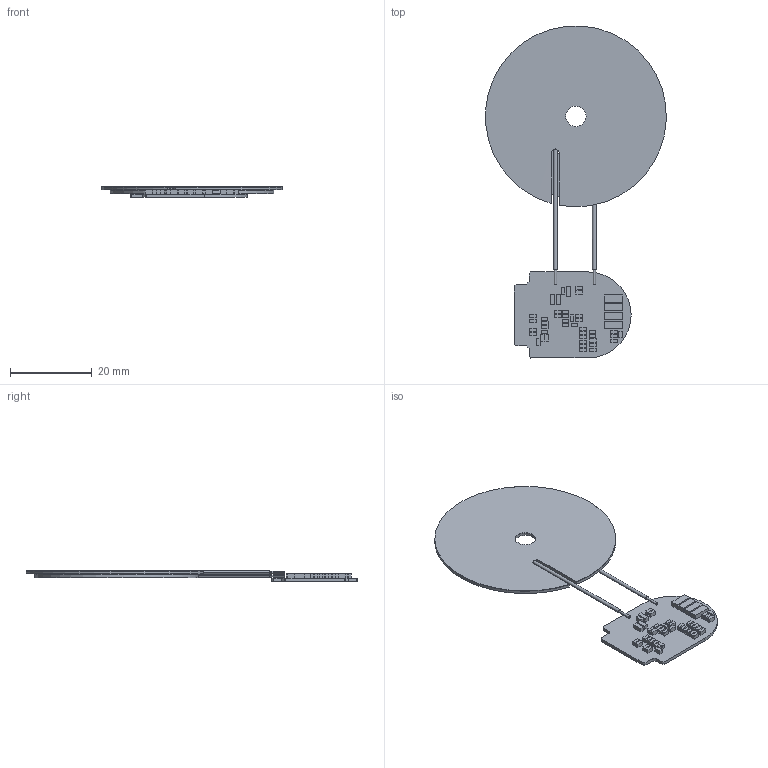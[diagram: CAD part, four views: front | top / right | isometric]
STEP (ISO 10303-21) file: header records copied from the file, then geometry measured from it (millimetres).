
FILE_DESCRIPTION((''),'2;1');
FILE_NAME('U15QT-7277_PCB_ASM_3_ASM','2025-05-09T17:04:52',('刘威'),(''),'CREO PARAMETRIC BY PTC INC, 2023073','CREO PARAMETRIC BY PTC INC, 2023073','');
FILE_SCHEMA(('CONFIG_CONTROL_DESIGN','SHAPE_APPEARANCE_LAYERS_GROUPS'));
Length unit declared in the file: millimetre
Products named in the file (6): TX_1_1; TX_WWW_1_1; 0039-E_ASM_1_ASM_1_ASM; PCB_2; PRT0001_1; U15QT-7277_PCB_ASM_3_ASM
Assembly tree (5 placements, depth 3):
  U15QT-7277_PCB_ASM_3_ASM
    0039-E_ASM_1_ASM_1_ASM
      TX_1_1
      TX_WWW_1_1
    PCB_2
    PRT0001_1
Bounding box: 44.11 x 81.06 x 2.6 mm (x, y, z)
Volume: 2494.9 mm3; surface area: 9681.2 mm2
Topology: 5 solids, 5 shells, 282 faces, 678 edges, 458 vertices
Faces by surface type: plane 261, cylinder 21
Entity records: 8622 total; most frequent: CARTESIAN_POINT 1451, ORIENTED_EDGE 1348, DIRECTION 1322, EDGE_CURVE 674, VECTOR 630, LINE 630, VERTEX_POINT 450, AXIS2_PLACEMENT_3D 346
